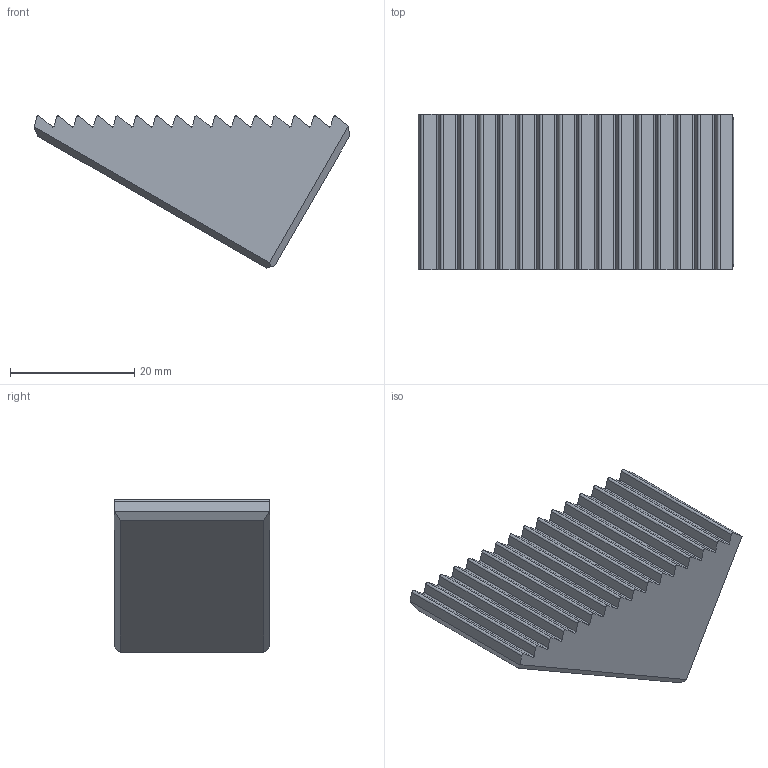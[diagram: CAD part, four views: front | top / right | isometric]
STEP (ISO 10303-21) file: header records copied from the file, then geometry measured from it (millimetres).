
FILE_DESCRIPTION( ( 'Unknown' ), '1' );
FILE_NAME( 'SU25-25045.stp', 'Unknown', ( 'Unknown' ), ( 'Unknown' ), 'XStep 1.0', 'Unknown', ' ' );
FILE_SCHEMA( ( 'CONFIG_CONTROL_DESIGN' ) );
Length unit declared in the file: millimetre
Products named in the file (1): 1
Bounding box: 50.75 x 25 x 24.47 mm (x, y, z)
Volume: 16545.3 mm3; surface area: 5044 mm2
Topology: 1 solids, 1 shells, 74 faces, 216 edges, 144 vertices
Faces by surface type: plane 43, cylinder 31
Entity records: 2506 total; most frequent: CARTESIAN_POINT 435, ORIENTED_EDGE 432, DIRECTION 428, EDGE_CURVE 216, LINE 154, VECTOR 154, VERTEX_POINT 144, AXIS2_PLACEMENT_3D 137
